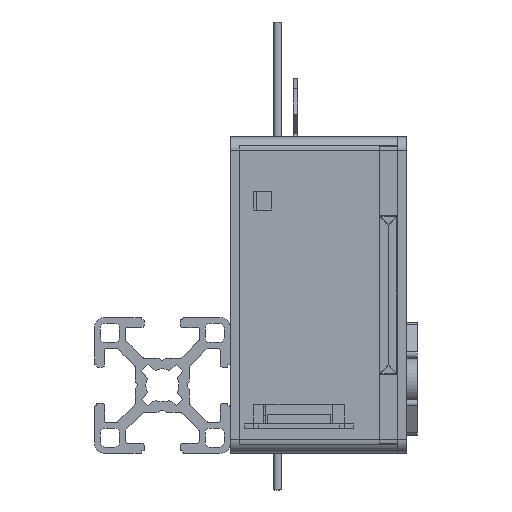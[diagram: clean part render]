
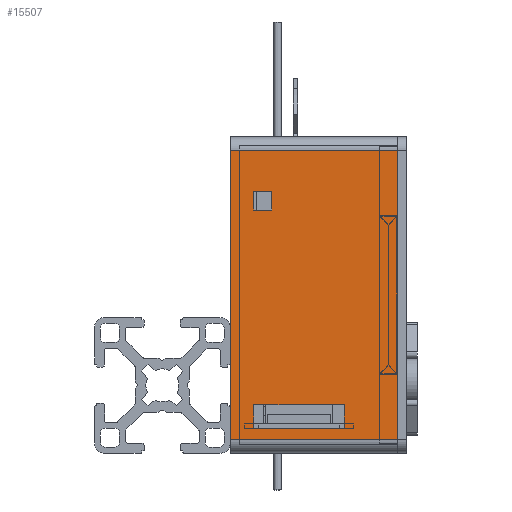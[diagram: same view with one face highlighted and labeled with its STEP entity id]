
A CAD part, front view. The second image highlights one B-rep face of the part: STEP entity #15507.
In plain terms, the highlighted planar face has unit normal (0, -1, 0).
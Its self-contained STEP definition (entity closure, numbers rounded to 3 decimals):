
#578=FACE_BOUND('',#2727,.T.);
#579=FACE_BOUND('',#2728,.T.);
#945=PLANE('',#16993);
#1683=FACE_OUTER_BOUND('',#2726,.T.);
#2726=EDGE_LOOP('',(#12793,#12794,#12795,#12796));
#2727=EDGE_LOOP('',(#12797,#12798,#12799,#12800));
#2728=EDGE_LOOP('',(#12801,#12802,#12803,#12804));
#3694=LINE('',#24654,#5166);
#3697=LINE('',#24660,#5169);
#3700=LINE('',#24666,#5172);
#3703=LINE('',#24670,#5175);
#3706=LINE('',#24678,#5178);
#3709=LINE('',#24684,#5181);
#3712=LINE('',#24690,#5184);
#3715=LINE('',#24694,#5187);
#3904=LINE('',#25197,#5376);
#3913=LINE('',#25237,#5385);
#3914=LINE('',#25240,#5386);
#3915=LINE('',#25241,#5387);
#5166=VECTOR('',#19733,10.);
#5169=VECTOR('',#19738,10.);
#5172=VECTOR('',#19743,10.);
#5175=VECTOR('',#19748,10.);
#5178=VECTOR('',#19753,10.);
#5181=VECTOR('',#19758,10.);
#5184=VECTOR('',#19763,10.);
#5187=VECTOR('',#19768,10.);
#5376=VECTOR('',#20269,10.);
#5385=VECTOR('',#20320,10.);
#5386=VECTOR('',#20323,10.);
#5387=VECTOR('',#20324,10.);
#7365=VERTEX_POINT('',#24651);
#7366=VERTEX_POINT('',#24653);
#7368=VERTEX_POINT('',#24659);
#7370=VERTEX_POINT('',#24665);
#7373=VERTEX_POINT('',#24675);
#7374=VERTEX_POINT('',#24677);
#7376=VERTEX_POINT('',#24683);
#7378=VERTEX_POINT('',#24689);
#7530=VERTEX_POINT('',#25183);
#7536=VERTEX_POINT('',#25195);
#7546=VERTEX_POINT('',#25235);
#7547=VERTEX_POINT('',#25239);
#9119=EDGE_CURVE('',#7366,#7365,#3694,.T.);
#9122=EDGE_CURVE('',#7368,#7366,#3697,.T.);
#9125=EDGE_CURVE('',#7370,#7368,#3700,.T.);
#9128=EDGE_CURVE('',#7365,#7370,#3703,.T.);
#9131=EDGE_CURVE('',#7374,#7373,#3706,.T.);
#9134=EDGE_CURVE('',#7376,#7374,#3709,.T.);
#9137=EDGE_CURVE('',#7378,#7376,#3712,.T.);
#9140=EDGE_CURVE('',#7373,#7378,#3715,.T.);
#9389=EDGE_CURVE('',#7536,#7530,#3904,.T.);
#9406=EDGE_CURVE('',#7546,#7536,#3913,.T.);
#9407=EDGE_CURVE('',#7546,#7547,#3914,.T.);
#9408=EDGE_CURVE('',#7530,#7547,#3915,.T.);
#12793=ORIENTED_EDGE('',*,*,#9406,.F.);
#12794=ORIENTED_EDGE('',*,*,#9407,.T.);
#12795=ORIENTED_EDGE('',*,*,#9408,.F.);
#12796=ORIENTED_EDGE('',*,*,#9389,.F.);
#12797=ORIENTED_EDGE('',*,*,#9125,.T.);
#12798=ORIENTED_EDGE('',*,*,#9122,.T.);
#12799=ORIENTED_EDGE('',*,*,#9119,.T.);
#12800=ORIENTED_EDGE('',*,*,#9128,.T.);
#12801=ORIENTED_EDGE('',*,*,#9137,.T.);
#12802=ORIENTED_EDGE('',*,*,#9134,.T.);
#12803=ORIENTED_EDGE('',*,*,#9131,.T.);
#12804=ORIENTED_EDGE('',*,*,#9140,.T.);
#15507=ADVANCED_FACE('',(#1683,#578,#579),#945,.T.);
#16993=AXIS2_PLACEMENT_3D('',#25238,#20321,#20322);
#19733=DIRECTION('',(0.,0.,1.));
#19738=DIRECTION('',(-1.,0.,0.));
#19743=DIRECTION('',(0.,0.,-1.));
#19748=DIRECTION('',(1.,0.,0.));
#19753=DIRECTION('',(0.,0.,1.));
#19758=DIRECTION('',(-1.,0.,0.));
#19763=DIRECTION('',(0.,0.,-1.));
#19768=DIRECTION('',(1.,0.,0.));
#20269=DIRECTION('',(0.,0.,-1.));
#20320=DIRECTION('',(1.,0.,0.));
#20321=DIRECTION('center_axis',(0.,-1.,0.));
#20322=DIRECTION('ref_axis',(0.,0.,-1.));
#20323=DIRECTION('',(0.,0.,-1.));
#20324=DIRECTION('',(-1.,0.,0.));
#24651=CARTESIAN_POINT('',(5.289,-75.,22.824));
#24653=CARTESIAN_POINT('',(5.289,-75.,18.824));
#24654=CARTESIAN_POINT('',(5.289,-75.,26.912));
#24659=CARTESIAN_POINT('',(9.289,-75.,18.824));
#24660=CARTESIAN_POINT('',(4.644,-75.,18.824));
#24665=CARTESIAN_POINT('',(9.289,-75.,22.824));
#24666=CARTESIAN_POINT('',(9.289,-75.,28.912));
#24670=CARTESIAN_POINT('',(2.644,-75.,22.824));
#24675=CARTESIAN_POINT('',(5.289,-75.,-24.262));
#24677=CARTESIAN_POINT('',(5.289,-75.,-29.551));
#24678=CARTESIAN_POINT('',(5.289,-75.,2.725));
#24683=CARTESIAN_POINT('',(25.289,-75.,-29.551));
#24684=CARTESIAN_POINT('',(12.644,-75.,-29.551));
#24689=CARTESIAN_POINT('',(25.289,-75.,-24.262));
#24690=CARTESIAN_POINT('',(25.289,-75.,5.369));
#24694=CARTESIAN_POINT('',(2.644,-75.,-24.262));
#25183=CARTESIAN_POINT('',(37.,-75.,-32.));
#25195=CARTESIAN_POINT('',(37.,-75.,32.));
#25197=CARTESIAN_POINT('',(37.,-75.,35.));
#25235=CARTESIAN_POINT('',(0.,-75.,32.));
#25237=CARTESIAN_POINT('',(0.,-75.,32.));
#25238=CARTESIAN_POINT('Origin',(0.,-75.,35.));
#25239=CARTESIAN_POINT('',(0.,-75.,-32.));
#25240=CARTESIAN_POINT('',(0.,-75.,35.));
#25241=CARTESIAN_POINT('',(0.,-75.,-32.));
